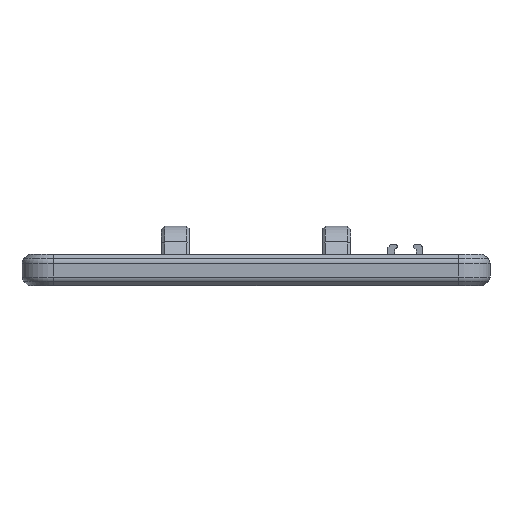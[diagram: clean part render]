
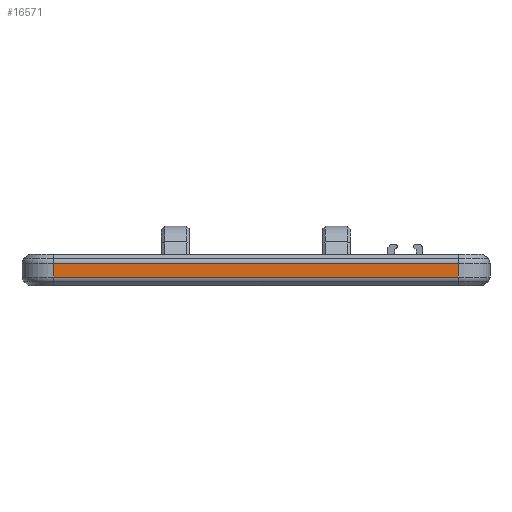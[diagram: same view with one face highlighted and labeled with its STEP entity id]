
A CAD part, left-side view. The second image highlights one B-rep face of the part: STEP entity #16571.
In plain terms, the highlighted planar face has unit normal (-1, 0, 0).
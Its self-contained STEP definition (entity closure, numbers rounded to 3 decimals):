
#1968=FACE_OUTER_BOUND('',#2934,.T.);
#2934=EDGE_LOOP('',(#14911,#14912,#14913,#14914));
#4733=LINE('',#32843,#6299);
#4739=LINE('',#32870,#6305);
#4740=LINE('',#32872,#6306);
#4741=LINE('',#32873,#6307);
#6299=VECTOR('',#20502,10.);
#6305=VECTOR('',#20534,10.);
#6306=VECTOR('',#20535,10.);
#6307=VECTOR('',#20536,10.);
#7906=VERTEX_POINT('',#32836);
#7908=VERTEX_POINT('',#32842);
#7916=VERTEX_POINT('',#32869);
#7917=VERTEX_POINT('',#32871);
#10274=EDGE_CURVE('',#7906,#7908,#4733,.T.);
#10288=EDGE_CURVE('',#7906,#7916,#4739,.T.);
#10289=EDGE_CURVE('',#7917,#7916,#4740,.T.);
#10290=EDGE_CURVE('',#7908,#7917,#4741,.T.);
#14911=ORIENTED_EDGE('',*,*,#10274,.F.);
#14912=ORIENTED_EDGE('',*,*,#10288,.T.);
#14913=ORIENTED_EDGE('',*,*,#10289,.F.);
#14914=ORIENTED_EDGE('',*,*,#10290,.F.);
#15711=PLANE('',#17418);
#16571=ADVANCED_FACE('',(#1968),#15711,.T.);
#17418=AXIS2_PLACEMENT_3D('',#32868,#20532,#20533);
#20502=DIRECTION('',(0.,1.,0.));
#20532=DIRECTION('center_axis',(-1.,0.,0.));
#20533=DIRECTION('ref_axis',(0.,-1.,0.));
#20534=DIRECTION('',(0.,0.,1.));
#20535=DIRECTION('',(0.,-1.,0.));
#20536=DIRECTION('',(0.,0.,1.));
#32836=CARTESIAN_POINT('',(-81.5,-32.1,1.414));
#32842=CARTESIAN_POINT('',(-81.5,32.1,1.414));
#32843=CARTESIAN_POINT('',(-81.5,24.075,1.414));
#32868=CARTESIAN_POINT('Origin',(-81.5,32.1,0.));
#32869=CARTESIAN_POINT('',(-81.5,-32.1,3.586));
#32870=CARTESIAN_POINT('',(-81.5,-32.1,0.));
#32871=CARTESIAN_POINT('',(-81.5,32.1,3.586));
#32872=CARTESIAN_POINT('',(-81.5,24.075,3.586));
#32873=CARTESIAN_POINT('',(-81.5,32.1,0.));
